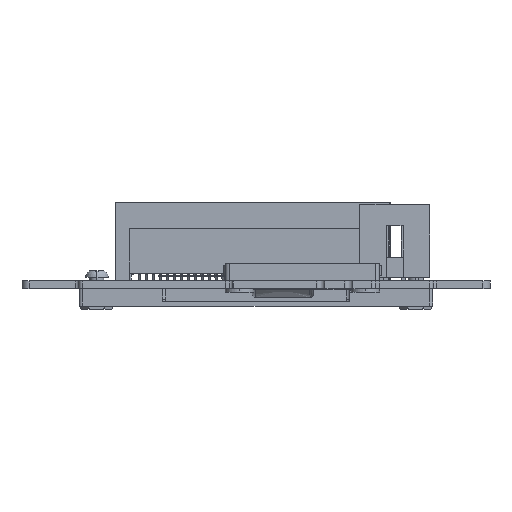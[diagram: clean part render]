
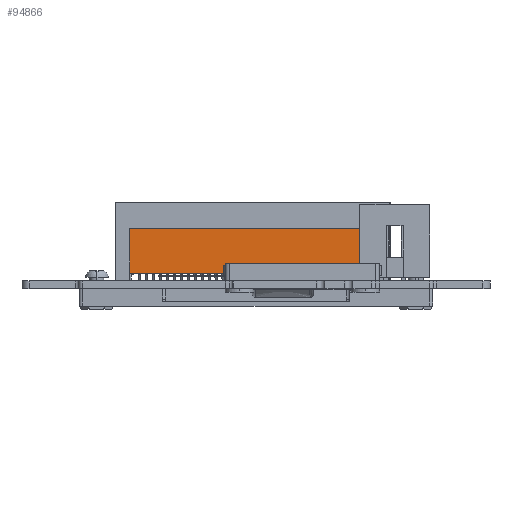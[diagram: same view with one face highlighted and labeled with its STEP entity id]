
A CAD part, front view. The second image highlights one B-rep face of the part: STEP entity #94866.
In plain terms, the highlighted face is planar.
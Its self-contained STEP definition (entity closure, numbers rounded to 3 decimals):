
#12170 = VERTEX_POINT('',#12171);
#12171 = CARTESIAN_POINT('',(37.838,-7.333,3.965));
#12177 = EDGE_CURVE('',#12170,#12178,#12180,.T.);
#12178 = VERTEX_POINT('',#12179);
#12179 = CARTESIAN_POINT('',(2.417,-7.333,3.965));
#12180 = LINE('',#12181,#12182);
#12181 = CARTESIAN_POINT('',(31.028,-7.333,3.965));
#12182 = VECTOR('',#12183,1.);
#12183 = DIRECTION('',(-1.,0.,0.));
#88546 = VERTEX_POINT('',#88547);
#88547 = CARTESIAN_POINT('',(2.417,-0.883,3.965));
#88553 = EDGE_CURVE('',#88546,#88554,#88556,.T.);
#88554 = VERTEX_POINT('',#88555);
#88555 = CARTESIAN_POINT('',(37.838,-0.883,3.965));
#88556 = LINE('',#88557,#88558);
#88557 = CARTESIAN_POINT('',(-47.162,-0.883,3.965));
#88558 = VECTOR('',#88559,1.);
#88559 = DIRECTION('',(1.,0.,0.));
#88591 = EDGE_CURVE('',#88554,#12170,#88592,.T.);
#88592 = LINE('',#88593,#88594);
#88593 = CARTESIAN_POINT('',(37.838,-0.883,3.965));
#88594 = VECTOR('',#88595,1.);
#88595 = DIRECTION('',(0.,-1.,0.));
#94866 = ADVANCED_FACE('',(#94867),#94878,.F.);
#94867 = FACE_BOUND('',#94868,.T.);
#94868 = EDGE_LOOP('',(#94869,#94870,#94876,#94877));
#94869 = ORIENTED_EDGE('',*,*,#88553,.F.);
#94870 = ORIENTED_EDGE('',*,*,#94871,.T.);
#94871 = EDGE_CURVE('',#88546,#12178,#94872,.T.);
#94872 = LINE('',#94873,#94874);
#94873 = CARTESIAN_POINT('',(2.417,-0.883,3.965));
#94874 = VECTOR('',#94875,1.);
#94875 = DIRECTION('',(0.,-1.,0.));
#94876 = ORIENTED_EDGE('',*,*,#12177,.F.);
#94877 = ORIENTED_EDGE('',*,*,#88591,.F.);
#94878 = PLANE('',#94879);
#94879 = AXIS2_PLACEMENT_3D('',#94880,#94881,#94882);
#94880 = CARTESIAN_POINT('',(-47.162,-0.883,3.965));
#94881 = DIRECTION('',(0.,0.,-1.));
#94882 = DIRECTION('',(-1.,0.,0.));
